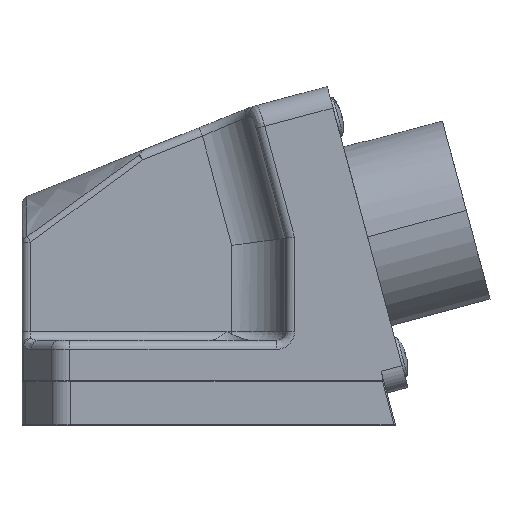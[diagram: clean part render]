
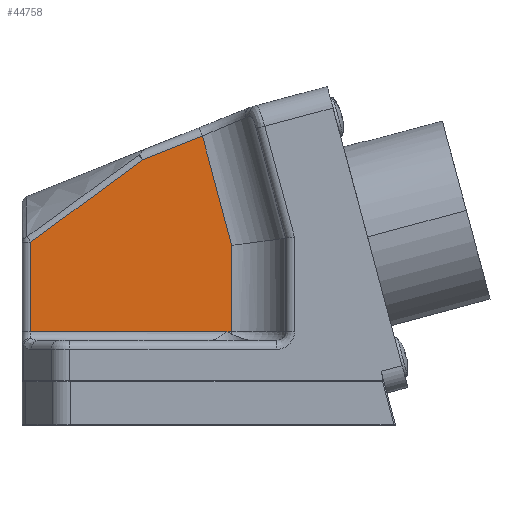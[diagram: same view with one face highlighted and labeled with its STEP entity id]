
A CAD part, top view. The second image highlights one B-rep face of the part: STEP entity #44758.
In plain terms, the highlighted planar face has unit normal (0, 0, 1).
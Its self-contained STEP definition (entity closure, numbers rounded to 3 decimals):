
#502 = EDGE_CURVE ( 'NONE', #11472, #14723, #31777, .T. ) ;
#730 = DIRECTION ( 'NONE',  ( 1., 0., 0. ) ) ;
#1346 = VECTOR ( 'NONE', #29733, 1000. ) ;
#1892 = ORIENTED_EDGE ( 'NONE', *, *, #2313, .T. ) ;
#2313 = EDGE_CURVE ( 'NONE', #39079, #36816, #41795, .T. ) ;
#2958 = LINE ( 'NONE', #33473, #1346 ) ;
#3302 = DIRECTION ( 'NONE',  ( -0.259, 0.966, 0. ) ) ;
#4394 = CARTESIAN_POINT ( 'NONE',  ( -41.954, -16.386, 23. ) ) ;
#4682 = VECTOR ( 'NONE', #16371, 1000. ) ;
#7606 = ORIENTED_EDGE ( 'NONE', *, *, #29684, .T. ) ;
#7697 = VECTOR ( 'NONE', #3302, 1000. ) ;
#9330 = ORIENTED_EDGE ( 'NONE', *, *, #34380, .T. ) ;
#10779 = ORIENTED_EDGE ( 'NONE', *, *, #31297, .T. ) ;
#11472 = VERTEX_POINT ( 'NONE', #47019 ) ;
#12321 = ORIENTED_EDGE ( 'NONE', *, *, #46366, .T. ) ;
#12602 = DIRECTION ( 'NONE',  ( 0., 1., 0. ) ) ;
#14723 = VERTEX_POINT ( 'NONE', #47915 ) ;
#14993 = ORIENTED_EDGE ( 'NONE', *, *, #502, .T. ) ;
#15513 = PLANE ( 'NONE',  #40345 ) ;
#16182 = LINE ( 'NONE', #4394, #45615 ) ;
#16371 = DIRECTION ( 'NONE',  ( -0.929, -0.37, 0. ) ) ;
#16637 = CARTESIAN_POINT ( 'NONE',  ( 5.232, 4.618, 23. ) ) ;
#17291 = CARTESIAN_POINT ( 'NONE',  ( -1.365, 27.646, 23. ) ) ;
#20407 = VECTOR ( 'NONE', #39019, 1000. ) ;
#23115 = EDGE_LOOP ( 'NONE', ( #1892, #9330, #24444, #14993, #12321, #7606, #10779 ) ) ;
#23660 = VERTEX_POINT ( 'NONE', #42271 ) ;
#24444 = ORIENTED_EDGE ( 'NONE', *, *, #38545, .T. ) ;
#24620 = VERTEX_POINT ( 'NONE', #29462 ) ;
#24902 = VERTEX_POINT ( 'NONE', #26691 ) ;
#25014 = CARTESIAN_POINT ( 'NONE',  ( 5.232, 3.023, 23. ) ) ;
#26691 = CARTESIAN_POINT ( 'NONE',  ( 4.161, -16.386, 23. ) ) ;
#27378 = CARTESIAN_POINT ( 'NONE',  ( -52.222, 7.367, 23. ) ) ;
#29462 = CARTESIAN_POINT ( 'NONE',  ( -14.917, 22.242, 23. ) ) ;
#29684 = EDGE_CURVE ( 'NONE', #24902, #23660, #16182, .T. ) ;
#29733 = DIRECTION ( 'NONE',  ( 1., 0., 0. ) ) ;
#31137 = CARTESIAN_POINT ( 'NONE',  ( 27.39, 53.514, 23. ) ) ;
#31297 = EDGE_CURVE ( 'NONE', #23660, #39079, #47082, .T. ) ;
#31777 = LINE ( 'NONE', #38772, #20407 ) ;
#33473 = CARTESIAN_POINT ( 'NONE',  ( -41.954, -16.386, 23. ) ) ;
#34165 = DIRECTION ( 'NONE',  ( 1., 0., 0. ) ) ;
#34307 = CARTESIAN_POINT ( 'NONE',  ( -2.257, 30.974, 23. ) ) ;
#34380 = EDGE_CURVE ( 'NONE', #36816, #24620, #42835, .T. ) ;
#36816 = VERTEX_POINT ( 'NONE', #17291 ) ;
#38250 = DIRECTION ( 'NONE',  ( 0., 0., 1. ) ) ;
#38489 = FACE_OUTER_BOUND ( 'NONE', #23115, .T. ) ;
#38545 = EDGE_CURVE ( 'NONE', #24620, #11472, #47105, .T. ) ;
#38772 = CARTESIAN_POINT ( 'NONE',  ( -39.954, -16.386, 23. ) ) ;
#39019 = DIRECTION ( 'NONE',  ( 0., -1., 0. ) ) ;
#39079 = VERTEX_POINT ( 'NONE', #25014 ) ;
#39111 = DIRECTION ( 'NONE',  ( -0.804, -0.594, 0. ) ) ;
#40101 = VECTOR ( 'NONE', #12602, 1000. ) ;
#40345 = AXIS2_PLACEMENT_3D ( 'NONE', #42487, #38250, #730 ) ;
#41795 = LINE ( 'NONE', #34307, #7697 ) ;
#42271 = CARTESIAN_POINT ( 'NONE',  ( 5.232, -16.386, 23. ) ) ;
#42487 = CARTESIAN_POINT ( 'NONE',  ( -41.954, -18.386, 23. ) ) ;
#42835 = LINE ( 'NONE', #27378, #4682 ) ;
#44758 = ADVANCED_FACE ( 'NONE', ( #38489 ), #15513, .T. ) ;
#45615 = VECTOR ( 'NONE', #34165, 1000. ) ;
#46366 = EDGE_CURVE ( 'NONE', #14723, #24902, #2958, .T. ) ;
#47019 = CARTESIAN_POINT ( 'NONE',  ( -39.954, 3.736, 23. ) ) ;
#47082 = LINE ( 'NONE', #16637, #40101 ) ;
#47105 = LINE ( 'NONE', #31137, #47219 ) ;
#47219 = VECTOR ( 'NONE', #39111, 1000. ) ;
#47915 = CARTESIAN_POINT ( 'NONE',  ( -39.954, -16.386, 23. ) ) ;
